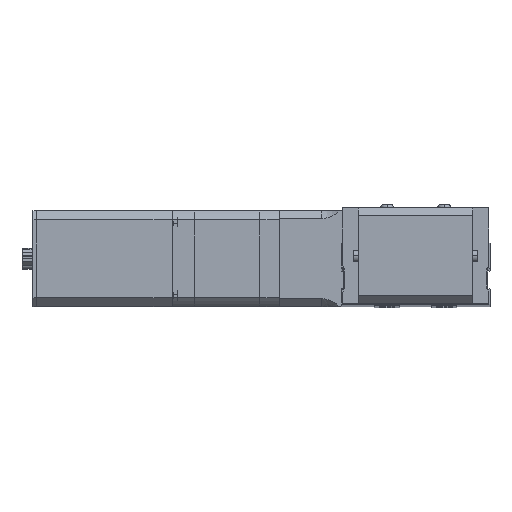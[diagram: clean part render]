
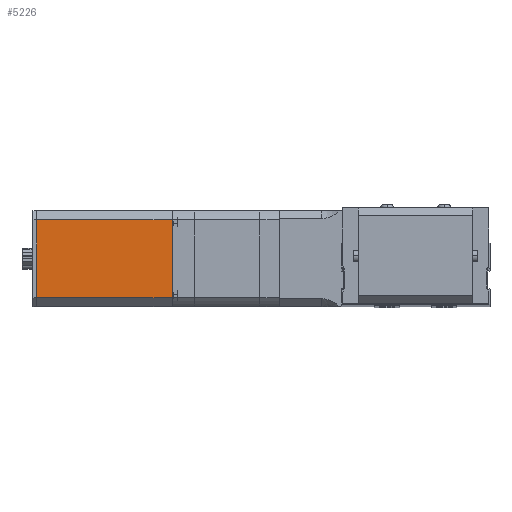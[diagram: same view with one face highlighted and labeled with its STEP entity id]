
A CAD part, top view. The second image highlights one B-rep face of the part: STEP entity #5226.
In plain terms, the highlighted face is planar.
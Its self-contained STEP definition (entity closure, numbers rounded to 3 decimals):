
#2571 = DIRECTION ( 'NONE',  ( 0., 1., 0. ) ) ;
#2610 = DIRECTION ( 'NONE',  ( 0., 0., 1. ) ) ;
#2628 = VECTOR ( 'NONE', #2610, 1000. ) ;
#2829 = DIRECTION ( 'NONE',  ( 0., 1., 0. ) ) ;
#4062 = VERTEX_POINT ( 'NONE', #17592 ) ;
#4857 = VECTOR ( 'NONE', #2829, 1000. ) ;
#5226 = ADVANCED_FACE ( 'NONE', ( #28427 ), #12930, .F. ) ;
#5291 = LINE ( 'NONE', #12973, #2628 ) ;
#7906 = LINE ( 'NONE', #15738, #18345 ) ;
#9317 = CARTESIAN_POINT ( 'NONE',  ( -31., -17., -106.25 ) ) ;
#11142 = EDGE_CURVE ( 'NONE', #23808, #27496, #20040, .T. ) ;
#12065 = ORIENTED_EDGE ( 'NONE', *, *, #11142, .T. ) ;
#12369 = ORIENTED_EDGE ( 'NONE', *, *, #25879, .F. ) ;
#12930 = PLANE ( 'NONE',  #17283 ) ;
#12973 = CARTESIAN_POINT ( 'NONE',  ( -31., 17., -106.25 ) ) ;
#13129 = EDGE_CURVE ( 'NONE', #4062, #23808, #24160, .T. ) ;
#14240 = CARTESIAN_POINT ( 'NONE',  ( -31., 17., -106.25 ) ) ;
#14283 = DIRECTION ( 'NONE',  ( 0., 0., 1. ) ) ;
#15738 = CARTESIAN_POINT ( 'NONE',  ( -31., 17., -106.25 ) ) ;
#17283 = AXIS2_PLACEMENT_3D ( 'NONE', #31075, #28095, #2571 ) ;
#17524 = CARTESIAN_POINT ( 'NONE',  ( -31., 17., -47. ) ) ;
#17592 = CARTESIAN_POINT ( 'NONE',  ( -31., -17., -106.25 ) ) ;
#18345 = VECTOR ( 'NONE', #25907, 1000. ) ;
#20040 = LINE ( 'NONE', #17524, #4857 ) ;
#20352 = EDGE_CURVE ( 'NONE', #4062, #28837, #7906, .T. ) ;
#21096 = CARTESIAN_POINT ( 'NONE',  ( -31., 17., -47. ) ) ;
#22368 = ORIENTED_EDGE ( 'NONE', *, *, #13129, .T. ) ;
#23808 = VERTEX_POINT ( 'NONE', #30939 ) ;
#24160 = LINE ( 'NONE', #9317, #31482 ) ;
#25498 = EDGE_LOOP ( 'NONE', ( #12065, #12369, #26804, #22368 ) ) ;
#25879 = EDGE_CURVE ( 'NONE', #28837, #27496, #5291, .T. ) ;
#25907 = DIRECTION ( 'NONE',  ( 0., 1., 0. ) ) ;
#26804 = ORIENTED_EDGE ( 'NONE', *, *, #20352, .F. ) ;
#27496 = VERTEX_POINT ( 'NONE', #21096 ) ;
#28095 = DIRECTION ( 'NONE',  ( 1., 0., 0. ) ) ;
#28427 = FACE_OUTER_BOUND ( 'NONE', #25498, .T. ) ;
#28837 = VERTEX_POINT ( 'NONE', #14240 ) ;
#30939 = CARTESIAN_POINT ( 'NONE',  ( -31., -17., -47. ) ) ;
#31075 = CARTESIAN_POINT ( 'NONE',  ( -31., 17., -106.25 ) ) ;
#31482 = VECTOR ( 'NONE', #14283, 1000. ) ;
